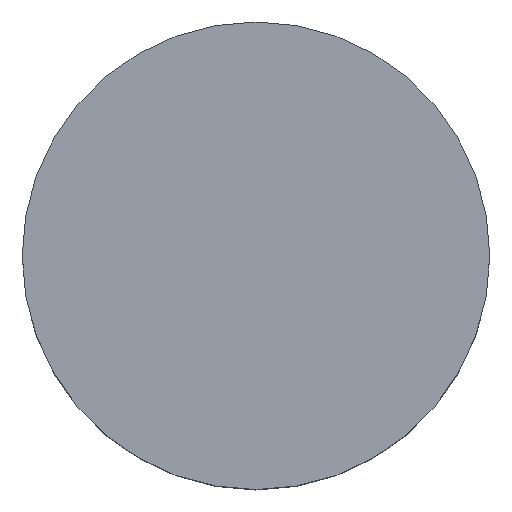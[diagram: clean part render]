
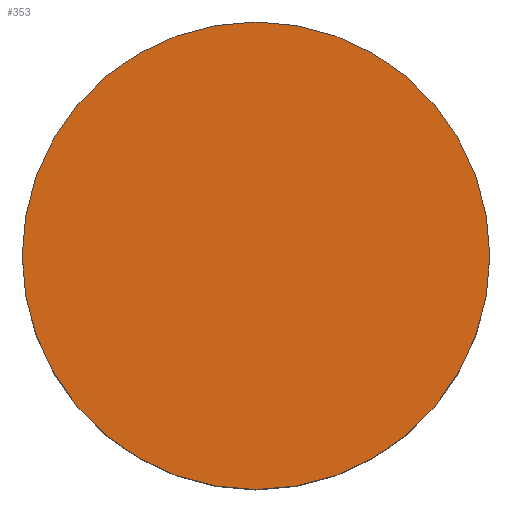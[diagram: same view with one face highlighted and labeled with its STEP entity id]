
A CAD part, top view. The second image highlights one B-rep face of the part: STEP entity #353.
In plain terms, the highlighted planar face has unit normal (0, 0, 1).
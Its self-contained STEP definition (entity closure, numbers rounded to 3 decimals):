
#2 = CARTESIAN_POINT ( 'NONE',  ( 0., 0., 0. ) ) ;
#10 = ORIENTED_EDGE ( 'NONE', *, *, #197, .T. ) ;
#13 = EDGE_CURVE ( 'NONE', #311, #35, #245, .T. ) ;
#22 = DIRECTION ( 'NONE',  ( 0., 0., 1. ) ) ;
#35 = VERTEX_POINT ( 'NONE', #116 ) ;
#42 = CARTESIAN_POINT ( 'NONE',  ( 0., 0., 0. ) ) ;
#58 = ORIENTED_EDGE ( 'NONE', *, *, #13, .T. ) ;
#62 = CIRCLE ( 'NONE', #123, 3. ) ;
#72 = DIRECTION ( 'NONE',  ( 1., 0., 0. ) ) ;
#73 = CARTESIAN_POINT ( 'NONE',  ( 3., 0., 0. ) ) ;
#98 = DIRECTION ( 'NONE',  ( 1., 0., 0. ) ) ;
#100 = AXIS2_PLACEMENT_3D ( 'NONE', #286, #192, #308 ) ;
#116 = CARTESIAN_POINT ( 'NONE',  ( -3., 0., 0. ) ) ;
#123 = AXIS2_PLACEMENT_3D ( 'NONE', #2, #22, #72 ) ;
#167 = PLANE ( 'NONE',  #100 ) ;
#192 = DIRECTION ( 'NONE',  ( 0., 0., 1. ) ) ;
#197 = EDGE_CURVE ( 'NONE', #35, #311, #62, .T. ) ;
#211 = FACE_OUTER_BOUND ( 'NONE', #334, .T. ) ;
#238 = AXIS2_PLACEMENT_3D ( 'NONE', #42, #289, #98 ) ;
#245 = CIRCLE ( 'NONE', #238, 3. ) ;
#286 = CARTESIAN_POINT ( 'NONE',  ( 0., 0., 0. ) ) ;
#289 = DIRECTION ( 'NONE',  ( 0., 0., 1. ) ) ;
#308 = DIRECTION ( 'NONE',  ( 1., 0., 0. ) ) ;
#311 = VERTEX_POINT ( 'NONE', #73 ) ;
#334 = EDGE_LOOP ( 'NONE', ( #58, #10 ) ) ;
#353 = ADVANCED_FACE ( 'NONE', ( #211 ), #167, .T. ) ;
